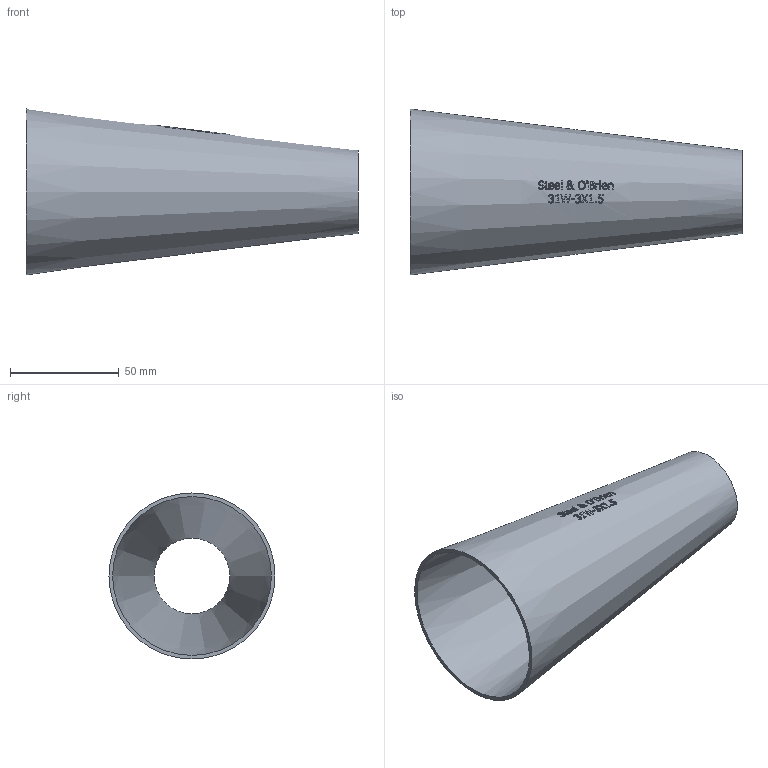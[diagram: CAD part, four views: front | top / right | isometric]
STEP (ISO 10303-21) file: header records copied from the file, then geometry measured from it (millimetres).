
FILE_DESCRIPTION(/* description */ (''),/* implementation_level */ '2;1');
FILE_NAME(/* name */ '31W-3X1.5.stp',/* time_stamp */ '2019-07-26T16:24:41-04:00',/* author */ ('rick'),/* organization */ (''),/* preprocessor_version */ 'ST-DEVELOPER v15.2',/* originating_system */ 'Autodesk Inventor 2014',/* authorisation */ '');
FILE_SCHEMA (('AUTOMOTIVE_DESIGN { 1 0 10303 214 3 1 1 }'));
Length unit declared in the file: inch
Products named in the file (1): 31W-3X1.5
Bounding box: 152.4 x 76.2 x 76.2 mm (x, y, z)
Volume: 43860.8 mm3; surface area: 54174.8 mm2
Topology: 1 solids, 1 shells, 363 faces, 990 edges, 660 vertices
Faces by surface type: bspline 172, plane 158, cone 33
Entity records: 14571 total; most frequent: CARTESIAN_POINT 6355, ORIENTED_EDGE 1976, DIRECTION 1194, EDGE_CURVE 988, VERTEX_POINT 660, LINE 470, VECTOR 470, EDGE_LOOP 398
